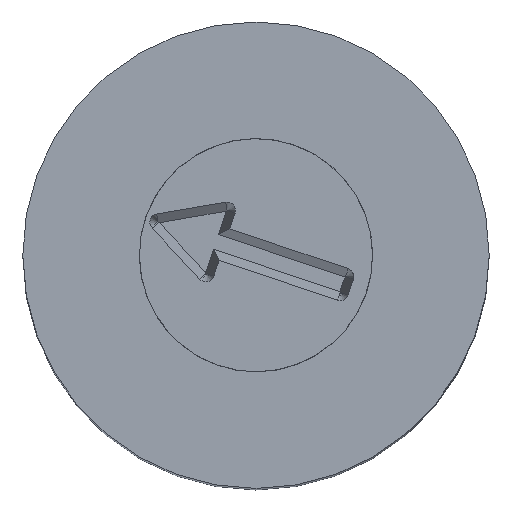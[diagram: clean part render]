
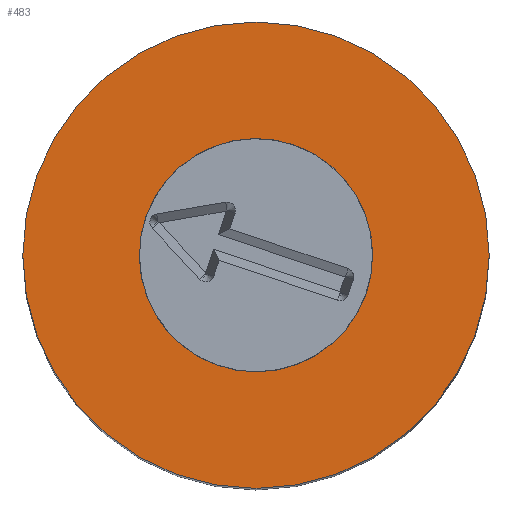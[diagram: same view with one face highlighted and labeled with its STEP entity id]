
A CAD part, top view. The second image highlights one B-rep face of the part: STEP entity #483.
In plain terms, the highlighted planar face has unit normal (0, 0, 1).
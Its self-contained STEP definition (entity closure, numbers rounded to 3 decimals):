
#33=FACE_BOUND('',#98,.T.);
#38=PLANE('',#582);
#65=FACE_OUTER_BOUND('',#97,.T.);
#97=EDGE_LOOP('',(#370));
#98=EDGE_LOOP('',(#371));
#206=CIRCLE('',#571,0.7);
#212=CIRCLE('',#581,1.4);
#230=VERTEX_POINT('',#792);
#236=VERTEX_POINT('',#812);
#275=EDGE_CURVE('',#230,#230,#206,.T.);
#285=EDGE_CURVE('',#236,#236,#212,.T.);
#370=ORIENTED_EDGE('',*,*,#285,.F.);
#371=ORIENTED_EDGE('',*,*,#275,.T.);
#483=ADVANCED_FACE('',(#65,#33),#38,.F.);
#571=AXIS2_PLACEMENT_3D('',#793,#643,#644);
#581=AXIS2_PLACEMENT_3D('',#813,#667,#668);
#582=AXIS2_PLACEMENT_3D('',#815,#670,#671);
#643=DIRECTION('center_axis',(0.,0.,-1.));
#644=DIRECTION('ref_axis',(1.,0.,0.));
#667=DIRECTION('center_axis',(0.,0.,-1.));
#668=DIRECTION('ref_axis',(-1.,0.,0.));
#670=DIRECTION('center_axis',(0.,0.,-1.));
#671=DIRECTION('ref_axis',(-1.,0.,0.));
#792=CARTESIAN_POINT('',(-0.7,0.,7.));
#793=CARTESIAN_POINT('Origin',(0.,0.,7.));
#812=CARTESIAN_POINT('',(1.4,0.,7.));
#813=CARTESIAN_POINT('Origin',(0.,0.,7.));
#815=CARTESIAN_POINT('Origin',(0.,0.,7.));
